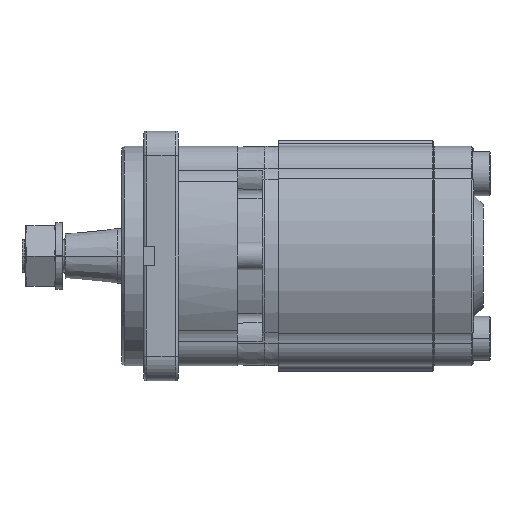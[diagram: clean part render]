
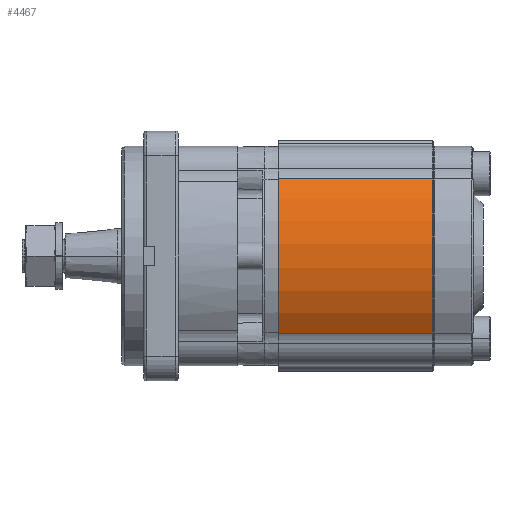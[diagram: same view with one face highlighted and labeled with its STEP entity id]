
A CAD part, front view. The second image highlights one B-rep face of the part: STEP entity #4467.
In plain terms, the highlighted cylindrical face has radius 50 mm (diameter 100 mm), a partial arc.
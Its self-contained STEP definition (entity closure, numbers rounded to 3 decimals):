
#4467=ADVANCED_FACE('',(#9376),#9377,.T.);
#9376=FACE_OUTER_BOUND('',#24306,.T.);
#9377=CYLINDRICAL_SURFACE('',#24307,50.0);
#24306=EDGE_LOOP('',(#38165,#38166,#38167,#38168));
#24307=AXIS2_PLACEMENT_3D('',#38169,#38170,#38171);
#38165=ORIENTED_EDGE('',*,*,#46579,.T.);
#38166=ORIENTED_EDGE('',*,*,#46581,.F.);
#38167=ORIENTED_EDGE('',*,*,#46582,.F.);
#38168=ORIENTED_EDGE('',*,*,#46507,.F.);
#38169=CARTESIAN_POINT('',(15.0,-15.7,0.0));
#38170=DIRECTION('',(1.0,0.0,0.0));
#38171=DIRECTION('',(0.0,0.0,-1.0));
#46507=EDGE_CURVE('',#54065,#54069,#54070,.T.);
#46579=EDGE_CURVE('',#54065,#54167,#54169,.T.);
#46581=EDGE_CURVE('',#54171,#54167,#54172,.T.);
#46582=EDGE_CURVE('',#54069,#54171,#54173,.T.);
#54065=VERTEX_POINT('',#72245);
#54069=VERTEX_POINT('',#72249);
#54070=CIRCLE('',#72250,50.0);
#54167=VERTEX_POINT('',#72493);
#54169=LINE('',#72495,#72496);
#54171=VERTEX_POINT('',#72498);
#54172=CIRCLE('',#72499,50.0);
#54173=LINE('',#72500,#72501);
#72245=CARTESIAN_POINT('',(15.1,-57.083,-28.061));
#72249=CARTESIAN_POINT('',(15.1,-57.083,28.061));
#72250=AXIS2_PLACEMENT_3D('',#85855,#85856,#85857);
#72493=CARTESIAN_POINT('',(71.24,-57.083,-28.061));
#72495=CARTESIAN_POINT('',(41.44,-57.083,-28.061));
#72496=VECTOR('',#85928,1.0);
#72498=CARTESIAN_POINT('',(71.24,-57.083,28.061));
#72499=AXIS2_PLACEMENT_3D('',#85929,#85930,#85931);
#72500=CARTESIAN_POINT('',(41.44,-57.083,28.061));
#72501=VECTOR('',#85932,1.0);
#85855=CARTESIAN_POINT('',(15.1,-15.7,0.));
#85856=DIRECTION('',(-1.0,-0.0,0.0));
#85857=DIRECTION('',(0.0,-0.828,-0.561));
#85928=DIRECTION('',(1.0,0.0,0.0));
#85929=CARTESIAN_POINT('',(71.24,-15.7,0.));
#85930=DIRECTION('',(1.0,0.0,0.0));
#85931=DIRECTION('',(0.0,-0.828,0.561));
#85932=DIRECTION('',(1.0,0.0,0.0));
